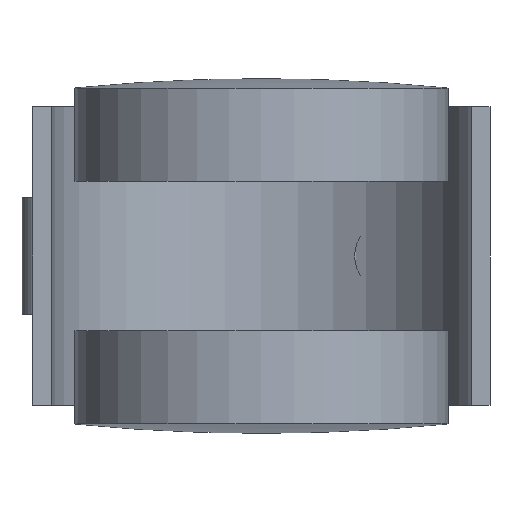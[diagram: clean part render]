
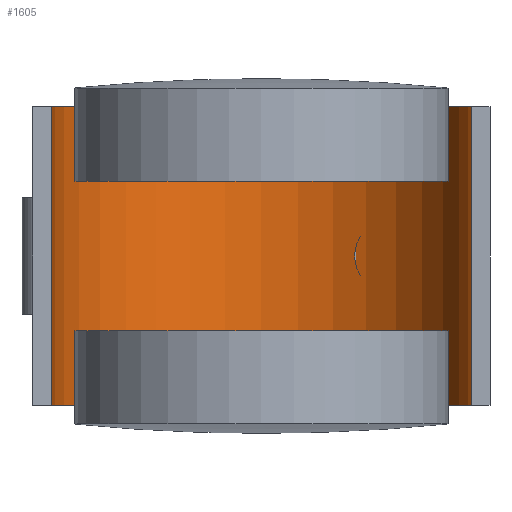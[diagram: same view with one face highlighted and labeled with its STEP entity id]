
A CAD part, front view. The second image highlights one B-rep face of the part: STEP entity #1605.
In plain terms, the highlighted cylindrical face has radius 22.5 mm (diameter 45 mm), a partial arc.
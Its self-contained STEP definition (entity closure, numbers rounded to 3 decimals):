
#149 = CARTESIAN_POINT ( 'NONE',  ( 0., 0., -16. ) ) ;
#196 = CARTESIAN_POINT ( 'NONE',  ( 0., 0., 16. ) ) ;
#221 = VERTEX_POINT ( 'NONE', #2007 ) ;
#233 = AXIS2_PLACEMENT_3D ( 'NONE', #196, #1594, #2135 ) ;
#276 = CARTESIAN_POINT ( 'NONE',  ( -22.5, 0., 16. ) ) ;
#421 = CIRCLE ( 'NONE', #233, 22.5 ) ;
#495 = EDGE_CURVE ( 'NONE', #221, #837, #833, .T. ) ;
#505 = CARTESIAN_POINT ( 'NONE',  ( 22.5, 0., -16. ) ) ;
#511 = DIRECTION ( 'NONE',  ( 0., 0., -1. ) ) ;
#582 = CARTESIAN_POINT ( 'NONE',  ( 22.5, 0., 16. ) ) ;
#586 = VERTEX_POINT ( 'NONE', #505 ) ;
#630 = VECTOR ( 'NONE', #1411, 1000. ) ;
#703 = ORIENTED_EDGE ( 'NONE', *, *, #856, .F. ) ;
#762 = EDGE_CURVE ( 'NONE', #837, #586, #1877, .T. ) ;
#833 = LINE ( 'NONE', #276, #2049 ) ;
#837 = VERTEX_POINT ( 'NONE', #1746 ) ;
#856 = EDGE_CURVE ( 'NONE', #1512, #586, #877, .T. ) ;
#874 = CARTESIAN_POINT ( 'NONE',  ( 0., 0., 16. ) ) ;
#877 = LINE ( 'NONE', #2094, #630 ) ;
#1347 = DIRECTION ( 'NONE',  ( 0., 0., -1. ) ) ;
#1411 = DIRECTION ( 'NONE',  ( 0., 0., -1. ) ) ;
#1415 = DIRECTION ( 'NONE',  ( -1., 0., 0. ) ) ;
#1467 = EDGE_CURVE ( 'NONE', #221, #1512, #421, .T. ) ;
#1507 = FACE_OUTER_BOUND ( 'NONE', #1748, .T. ) ;
#1512 = VERTEX_POINT ( 'NONE', #582 ) ;
#1556 = DIRECTION ( 'NONE',  ( 0., 0., -1. ) ) ;
#1569 = ORIENTED_EDGE ( 'NONE', *, *, #495, .T. ) ;
#1594 = DIRECTION ( 'NONE',  ( 0., 0., -1. ) ) ;
#1605 = ADVANCED_FACE ( 'NONE', ( #1507 ), #2210, .F. ) ;
#1719 = AXIS2_PLACEMENT_3D ( 'NONE', #149, #1556, #1415 ) ;
#1722 = ORIENTED_EDGE ( 'NONE', *, *, #762, .T. ) ;
#1746 = CARTESIAN_POINT ( 'NONE',  ( -22.5, 0., -16. ) ) ;
#1748 = EDGE_LOOP ( 'NONE', ( #1722, #703, #2216, #1569 ) ) ;
#1877 = CIRCLE ( 'NONE', #1719, 22.5 ) ;
#2007 = CARTESIAN_POINT ( 'NONE',  ( -22.5, 0., 16. ) ) ;
#2049 = VECTOR ( 'NONE', #1347, 1000. ) ;
#2071 = AXIS2_PLACEMENT_3D ( 'NONE', #874, #511, #2256 ) ;
#2094 = CARTESIAN_POINT ( 'NONE',  ( 22.5, 0., 16. ) ) ;
#2135 = DIRECTION ( 'NONE',  ( -1., 0., 0. ) ) ;
#2210 = CYLINDRICAL_SURFACE ( 'NONE', #2071, 22.5 ) ;
#2216 = ORIENTED_EDGE ( 'NONE', *, *, #1467, .F. ) ;
#2256 = DIRECTION ( 'NONE',  ( -1., 0., 0. ) ) ;
